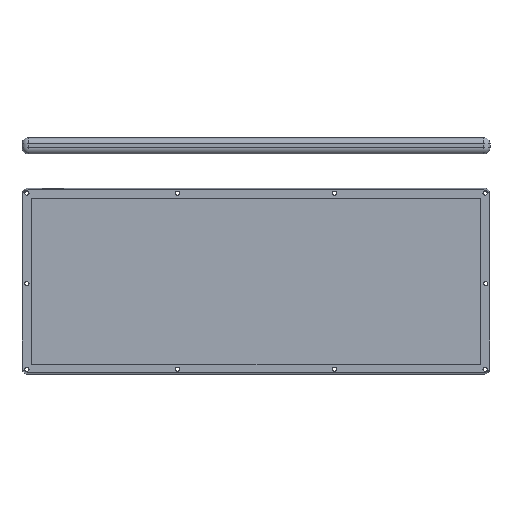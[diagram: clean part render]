
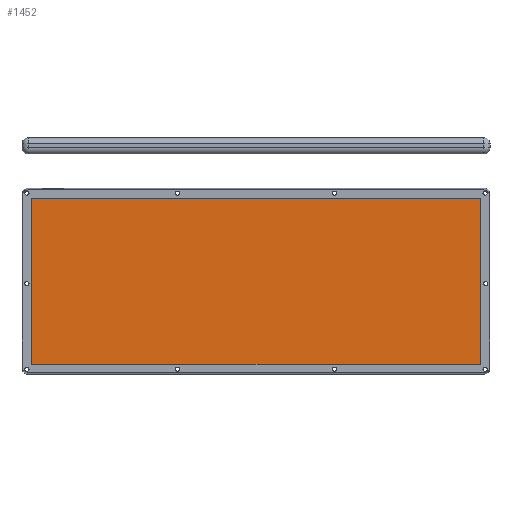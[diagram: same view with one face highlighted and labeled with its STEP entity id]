
A CAD part, top view. The second image highlights one B-rep face of the part: STEP entity #1452.
In plain terms, the highlighted planar face has unit normal (0, 0, 1).
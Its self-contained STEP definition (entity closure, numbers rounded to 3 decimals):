
#124=PLANE('',#1579);
#180=FACE_OUTER_BOUND('',#294,.T.);
#294=EDGE_LOOP('',(#1095,#1096,#1097,#1098,#1099,#1100,#1101,#1102));
#404=LINE('',#2230,#536);
#419=LINE('',#2297,#551);
#421=LINE('',#2301,#553);
#422=LINE('',#2303,#554);
#423=LINE('',#2305,#555);
#424=LINE('',#2307,#556);
#425=LINE('',#2309,#557);
#426=LINE('',#2310,#558);
#536=VECTOR('',#1761,10.);
#551=VECTOR('',#1826,10.);
#553=VECTOR('',#1830,10.);
#554=VECTOR('',#1831,10.);
#555=VECTOR('',#1832,10.);
#556=VECTOR('',#1833,10.);
#557=VECTOR('',#1834,10.);
#558=VECTOR('',#1835,10.);
#691=VERTEX_POINT('',#2228);
#692=VERTEX_POINT('',#2229);
#719=VERTEX_POINT('',#2295);
#720=VERTEX_POINT('',#2300);
#721=VERTEX_POINT('',#2302);
#722=VERTEX_POINT('',#2304);
#723=VERTEX_POINT('',#2306);
#724=VERTEX_POINT('',#2308);
#828=EDGE_CURVE('',#691,#692,#404,.F.);
#861=EDGE_CURVE('',#719,#692,#419,.T.);
#863=EDGE_CURVE('',#719,#720,#421,.T.);
#864=EDGE_CURVE('',#720,#721,#422,.T.);
#865=EDGE_CURVE('',#721,#722,#423,.T.);
#866=EDGE_CURVE('',#722,#723,#424,.T.);
#867=EDGE_CURVE('',#723,#724,#425,.T.);
#868=EDGE_CURVE('',#691,#724,#426,.T.);
#1095=ORIENTED_EDGE('',*,*,#861,.F.);
#1096=ORIENTED_EDGE('',*,*,#863,.T.);
#1097=ORIENTED_EDGE('',*,*,#864,.T.);
#1098=ORIENTED_EDGE('',*,*,#865,.T.);
#1099=ORIENTED_EDGE('',*,*,#866,.T.);
#1100=ORIENTED_EDGE('',*,*,#867,.T.);
#1101=ORIENTED_EDGE('',*,*,#868,.F.);
#1102=ORIENTED_EDGE('',*,*,#828,.T.);
#1452=ADVANCED_FACE('',(#180),#124,.T.);
#1579=AXIS2_PLACEMENT_3D('',#2299,#1828,#1829);
#1761=DIRECTION('',(1.,0.,0.));
#1826=DIRECTION('',(0.,1.,0.));
#1828=DIRECTION('center_axis',(0.,0.,1.));
#1829=DIRECTION('ref_axis',(1.,0.,0.));
#1830=DIRECTION('',(-1.,0.,0.));
#1831=DIRECTION('',(0.,-1.,0.));
#1832=DIRECTION('',(1.,0.,0.));
#1833=DIRECTION('',(0.,1.,0.));
#1834=DIRECTION('',(-1.,0.,0.));
#1835=DIRECTION('',(0.,-1.,0.));
#2228=CARTESIAN_POINT('',(-2.,30.563,5.));
#2229=CARTESIAN_POINT('',(-15.,30.563,5.));
#2230=CARTESIAN_POINT('',(78.,30.563,5.));
#2295=CARTESIAN_POINT('',(-15.,23.,5.));
#2297=CARTESIAN_POINT('',(-15.,-10.75,5.));
#2299=CARTESIAN_POINT('Origin',(156.,-44.5,5.));
#2300=CARTESIAN_POINT('',(-26.,23.,5.));
#2301=CARTESIAN_POINT('',(-26.,23.,5.));
#2302=CARTESIAN_POINT('',(-26.,-112.,5.));
#2303=CARTESIAN_POINT('',(-26.,-112.,5.));
#2304=CARTESIAN_POINT('',(338.,-112.,5.));
#2305=CARTESIAN_POINT('',(338.,-112.,5.));
#2306=CARTESIAN_POINT('',(338.,23.,5.));
#2307=CARTESIAN_POINT('',(338.,23.,5.));
#2308=CARTESIAN_POINT('',(-2.,23.,5.));
#2309=CARTESIAN_POINT('',(-26.,23.,5.));
#2310=CARTESIAN_POINT('',(-2.,-6.75,5.));
